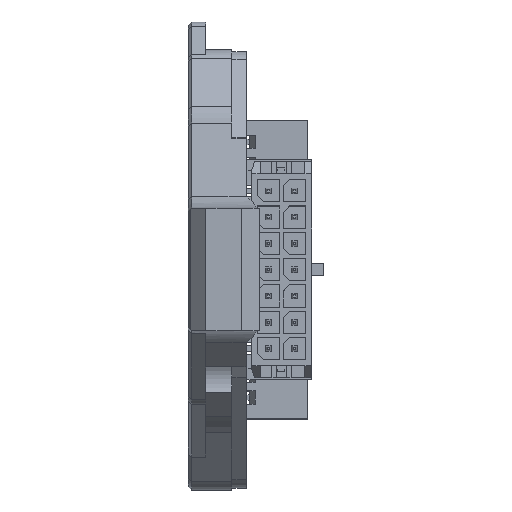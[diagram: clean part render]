
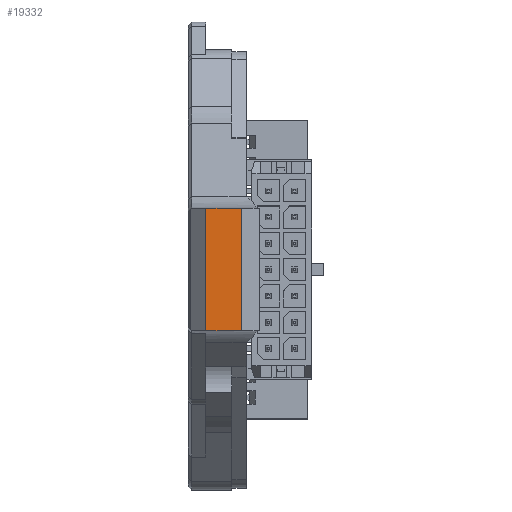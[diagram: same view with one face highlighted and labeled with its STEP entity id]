
A CAD part, top view. The second image highlights one B-rep face of the part: STEP entity #19332.
In plain terms, the highlighted face is planar.
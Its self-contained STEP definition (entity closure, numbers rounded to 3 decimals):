
#1574=FACE_OUTER_BOUND('',#2726,.T.);
#2726=EDGE_LOOP('',(#17159,#17160,#17161,#17162));
#5054=LINE('',#30733,#7476);
#5058=LINE('',#30743,#7480);
#5064=LINE('',#30755,#7486);
#5066=LINE('',#30758,#7488);
#7476=VECTOR('',#25315,10.);
#7480=VECTOR('',#25325,10.);
#7486=VECTOR('',#25333,10.);
#7488=VECTOR('',#25337,10.);
#9187=VERTEX_POINT('',#30726);
#9190=VERTEX_POINT('',#30731);
#9193=VERTEX_POINT('',#30742);
#9198=VERTEX_POINT('',#30754);
#11767=EDGE_CURVE('',#9190,#9187,#5054,.T.);
#11772=EDGE_CURVE('',#9187,#9193,#5058,.T.);
#11778=EDGE_CURVE('',#9193,#9198,#5064,.T.);
#11780=EDGE_CURVE('',#9190,#9198,#5066,.T.);
#17159=ORIENTED_EDGE('',*,*,#11767,.F.);
#17160=ORIENTED_EDGE('',*,*,#11780,.T.);
#17161=ORIENTED_EDGE('',*,*,#11778,.F.);
#17162=ORIENTED_EDGE('',*,*,#11772,.F.);
#18077=PLANE('',#20645);
#19332=ADVANCED_FACE('',(#1574),#18077,.T.);
#20645=AXIS2_PLACEMENT_3D('',#30978,#25594,#25595);
#25315=DIRECTION('',(-1.,0.,0.));
#25325=DIRECTION('',(0.,0.,-1.));
#25333=DIRECTION('',(1.,0.,0.));
#25337=DIRECTION('',(0.,0.,-1.));
#25594=DIRECTION('center_axis',(0.,1.,0.));
#25595=DIRECTION('ref_axis',(1.,0.,0.));
#30726=CARTESIAN_POINT('',(-7.,31.2,1.1));
#30731=CARTESIAN_POINT('',(7.,31.2,1.1));
#30733=CARTESIAN_POINT('',(-3.5,31.2,1.1));
#30742=CARTESIAN_POINT('',(-7.,31.2,-3.));
#30743=CARTESIAN_POINT('',(-7.,31.2,0.));
#30754=CARTESIAN_POINT('',(7.,31.2,-3.));
#30755=CARTESIAN_POINT('',(-3.5,31.2,-3.));
#30758=CARTESIAN_POINT('',(7.,31.2,0.));
#30978=CARTESIAN_POINT('Origin',(-7.,31.2,0.));
